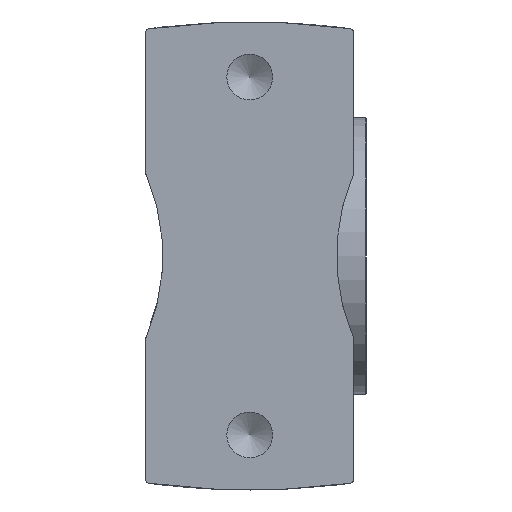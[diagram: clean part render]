
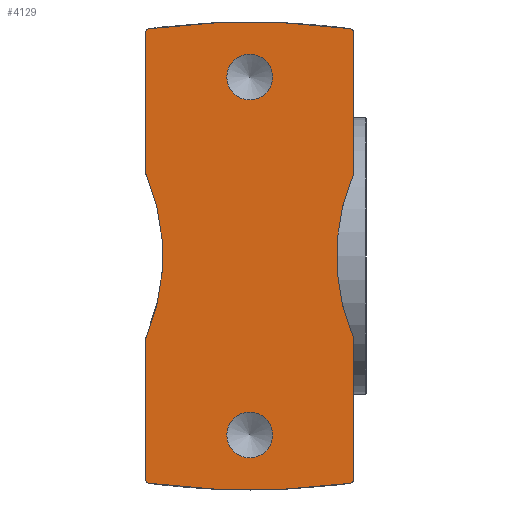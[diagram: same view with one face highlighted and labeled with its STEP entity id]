
A CAD part, front view. The second image highlights one B-rep face of the part: STEP entity #4129.
In plain terms, the highlighted face is planar.
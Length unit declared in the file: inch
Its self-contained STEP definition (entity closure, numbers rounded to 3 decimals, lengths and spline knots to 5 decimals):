
#1034=PLANE('',#4407);
#1083=CIRCLE('',#4304,1.875);
#1086=CIRCLE('',#4310,0.2085);
#1088=CIRCLE('',#4314,0.2085);
#1109=CIRCLE('',#4348,6.9071);
#1115=CIRCLE('',#4357,6.9071);
#1117=CIRCLE('',#4361,0.035);
#1125=CIRCLE('',#4376,1.875);
#1127=CIRCLE('',#4380,0.035);
#1136=CIRCLE('',#4394,0.035);
#1143=CIRCLE('',#4406,0.035);
#1372=VERTEX_POINT('',#5618);
#1373=VERTEX_POINT('',#5620);
#1378=VERTEX_POINT('',#5634);
#1381=VERTEX_POINT('',#5641);
#1414=VERTEX_POINT('',#7604);
#1415=VERTEX_POINT('',#7606);
#1420=VERTEX_POINT('',#7714);
#1421=VERTEX_POINT('',#7716);
#1425=VERTEX_POINT('',#7738);
#1436=VERTEX_POINT('',#8000);
#1437=VERTEX_POINT('',#8002);
#1441=VERTEX_POINT('',#8047);
#1459=VERTEX_POINT('',#8459);
#1464=VERTEX_POINT('',#8658);
#1720=VECTOR('',#4807,1.);
#1728=VECTOR('',#4844,1.);
#1876=LINE('',#7741,#1720);
#1884=LINE('',#8048,#1728);
#2034=EDGE_CURVE('',#1373,#1372,#1083,.T.);
#2040=EDGE_CURVE('',#1378,#1378,#1086,.T.);
#2042=EDGE_CURVE('',#1381,#1381,#1088,.T.);
#2096=EDGE_CURVE('',#1415,#1414,#1109,.T.);
#2107=EDGE_CURVE('',#1421,#1420,#1115,.T.);
#2113=EDGE_CURVE('',#1425,#1420,#1117,.T.);
#2114=EDGE_CURVE('',#1425,#1373,#1876,.T.);
#2132=EDGE_CURVE('',#1437,#1436,#1125,.T.);
#2138=EDGE_CURVE('',#1441,#1436,#1884,.T.);
#2139=EDGE_CURVE('',#1421,#1441,#1127,.T.);
#2165=EDGE_CURVE('',#1372,#1459,#1876,.T.);
#2166=EDGE_CURVE('',#1415,#1459,#1136,.T.);
#2178=EDGE_CURVE('',#1464,#1414,#1143,.T.);
#2179=EDGE_CURVE('',#1437,#1464,#1884,.T.);
#2790=ORIENTED_EDGE('',*,*,#2040,.T.);
#2791=ORIENTED_EDGE('',*,*,#2042,.T.);
#2792=ORIENTED_EDGE('',*,*,#2113,.F.);
#2793=ORIENTED_EDGE('',*,*,#2114,.T.);
#2794=ORIENTED_EDGE('',*,*,#2034,.T.);
#2795=ORIENTED_EDGE('',*,*,#2165,.T.);
#2796=ORIENTED_EDGE('',*,*,#2166,.F.);
#2797=ORIENTED_EDGE('',*,*,#2096,.T.);
#2798=ORIENTED_EDGE('',*,*,#2178,.F.);
#2799=ORIENTED_EDGE('',*,*,#2179,.F.);
#2800=ORIENTED_EDGE('',*,*,#2132,.T.);
#2801=ORIENTED_EDGE('',*,*,#2138,.F.);
#2802=ORIENTED_EDGE('',*,*,#2139,.F.);
#2803=ORIENTED_EDGE('',*,*,#2107,.T.);
#3599=EDGE_LOOP('',(#2790));
#3600=EDGE_LOOP('',(#2791));
#3601=EDGE_LOOP('',(#2792,#2793,#2794,#2795,#2796,#2797,#2798,#2799,#2800,
#2801,#2802,#2803));
#3863=FACE_BOUND('',#3599,.T.);
#3864=FACE_BOUND('',#3600,.T.);
#3865=FACE_BOUND('',#3601,.T.);
#4129=ADVANCED_FACE('',(#3863,#3864,#3865),#1034,.F.);
#4304=AXIS2_PLACEMENT_3D('',#5619,#4683,#4684);
#4310=AXIS2_PLACEMENT_3D('',#5633,#4698,#4699);
#4314=AXIS2_PLACEMENT_3D('',#5640,#4706,#4707);
#4348=AXIS2_PLACEMENT_3D('',#7605,#4775,#4776);
#4357=AXIS2_PLACEMENT_3D('',#7715,#4794,#4795);
#4361=AXIS2_PLACEMENT_3D('',#7739,#4804,#4805);
#4376=AXIS2_PLACEMENT_3D('',#8001,#4837,#4838);
#4380=AXIS2_PLACEMENT_3D('',#8050,#4847,#4848);
#4394=AXIS2_PLACEMENT_3D('',#8461,#4881,#4882);
#4406=AXIS2_PLACEMENT_3D('',#8659,#4907,#4908);
#4407=AXIS2_PLACEMENT_3D('',#8660,#4909,$);
#4683=DIRECTION('',(0.,0.,1.));
#4684=DIRECTION('',(1.875,0.,0.));
#4698=DIRECTION('',(0.,0.,1.));
#4699=DIRECTION('',(0.209,0.,0.));
#4706=DIRECTION('',(0.,0.,1.));
#4707=DIRECTION('',(0.209,0.,0.));
#4775=DIRECTION('',(0.,0.,-1.));
#4776=DIRECTION('',(6.907,0.,0.));
#4794=DIRECTION('',(0.,0.,-1.));
#4795=DIRECTION('',(-6.907,0.,0.));
#4804=DIRECTION('',(0.,0.,1.));
#4805=DIRECTION('',(0.026,0.023,0.));
#4807=DIRECTION('',(0.,-1.,0.));
#4837=DIRECTION('',(0.,0.,1.));
#4838=DIRECTION('',(-1.875,0.,0.));
#4844=DIRECTION('',(0.,-1.,0.));
#4847=DIRECTION('',(0.,0.,1.));
#4848=DIRECTION('',(-0.026,0.023,0.));
#4881=DIRECTION('',(0.,0.,1.));
#4882=DIRECTION('',(0.026,-0.023,0.));
#4907=DIRECTION('',(0.,0.,1.));
#4908=DIRECTION('',(-0.026,-0.023,0.));
#4909=DIRECTION('',(0.,0.,1.));
#5618=CARTESIAN_POINT('',(0.94488,-0.74803,0.));
#5619=CARTESIAN_POINT('',(2.66421,0.,0.));
#5620=CARTESIAN_POINT('',(0.94488,0.74803,0.));
#5633=CARTESIAN_POINT('',(0.,-1.62598,0.));
#5634=CARTESIAN_POINT('',(0.2085,-1.62598,0.));
#5640=CARTESIAN_POINT('',(0.,1.62598,0.));
#5641=CARTESIAN_POINT('',(0.2085,1.62598,0.));
#7604=CARTESIAN_POINT('',(-0.91452,-2.06517,0.));
#7605=CARTESIAN_POINT('',(0.,4.78111,0.));
#7606=CARTESIAN_POINT('',(0.91452,-2.06517,0.));
#7714=CARTESIAN_POINT('',(0.91452,2.06517,0.));
#7715=CARTESIAN_POINT('',(0.,-4.78111,0.));
#7716=CARTESIAN_POINT('',(-0.91452,2.06517,0.));
#7738=CARTESIAN_POINT('',(0.94488,2.03048,0.));
#7739=CARTESIAN_POINT('',(0.90988,2.03048,0.));
#7741=CARTESIAN_POINT('',(0.94488,2.06105,0.));
#8000=CARTESIAN_POINT('',(-0.94488,0.74803,0.));
#8001=CARTESIAN_POINT('',(-2.66421,0.,0.));
#8002=CARTESIAN_POINT('',(-0.94488,-0.74803,0.));
#8047=CARTESIAN_POINT('',(-0.94488,2.03048,0.));
#8048=CARTESIAN_POINT('',(-0.94488,2.06105,0.));
#8050=CARTESIAN_POINT('',(-0.90988,2.03048,0.));
#8459=CARTESIAN_POINT('',(0.94488,-2.03048,0.));
#8461=CARTESIAN_POINT('',(0.90988,-2.03048,0.));
#8658=CARTESIAN_POINT('',(-0.94488,-2.03048,0.));
#8659=CARTESIAN_POINT('',(-0.90988,-2.03048,0.));
#8660=CARTESIAN_POINT('',(0.4675,1.04896,0.));
